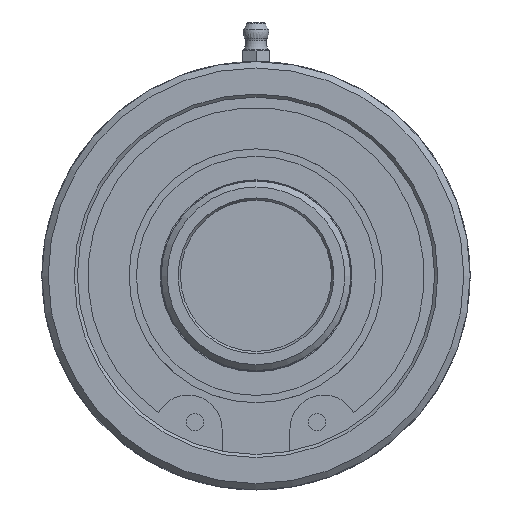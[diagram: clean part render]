
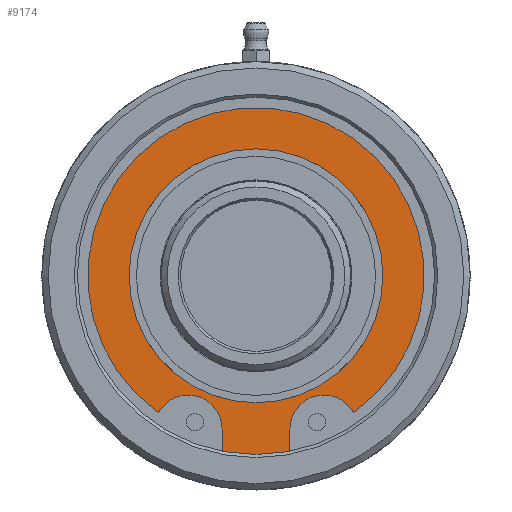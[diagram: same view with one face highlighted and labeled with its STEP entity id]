
A CAD part, left-side view. The second image highlights one B-rep face of the part: STEP entity #9174.
In plain terms, the highlighted planar face has unit normal (-1, 0, 0).
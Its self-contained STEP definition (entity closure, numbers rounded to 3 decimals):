
#257=PLANE('',#9785);
#510=FACE_BOUND('',#1422,.T.);
#572=CIRCLE('',#9786,45.5);
#573=CIRCLE('',#9787,45.5);
#574=CIRCLE('',#9788,8.557);
#575=CIRCLE('',#9789,42.418);
#576=CIRCLE('',#9790,8.557);
#577=CIRCLE('',#9791,28.125);
#868=FACE_OUTER_BOUND('',#1421,.T.);
#1421=EDGE_LOOP('',(#6142,#6143,#6144,#6145,#6146,#6147,#6148));
#1422=EDGE_LOOP('',(#6149));
#2644=LINE('',#14069,#3132);
#2645=LINE('',#14075,#3133);
#3132=VECTOR('',#10770,10.);
#3133=VECTOR('',#10775,10.);
#3722=VERTEX_POINT('',#14067);
#3723=VERTEX_POINT('',#14068);
#3724=VERTEX_POINT('',#14070);
#3725=VERTEX_POINT('',#14072);
#3726=VERTEX_POINT('',#14074);
#3727=VERTEX_POINT('',#14076);
#3728=VERTEX_POINT('',#14078);
#3729=VERTEX_POINT('',#14081);
#4691=EDGE_CURVE('',#3722,#3723,#2644,.T.);
#4692=EDGE_CURVE('',#3722,#3724,#572,.T.);
#4693=EDGE_CURVE('',#3724,#3725,#573,.T.);
#4694=EDGE_CURVE('',#3726,#3725,#2645,.T.);
#4695=EDGE_CURVE('',#3727,#3726,#574,.T.);
#4696=EDGE_CURVE('',#3728,#3727,#575,.T.);
#4697=EDGE_CURVE('',#3723,#3728,#576,.T.);
#4698=EDGE_CURVE('',#3729,#3729,#577,.T.);
#6142=ORIENTED_EDGE('',*,*,#4691,.F.);
#6143=ORIENTED_EDGE('',*,*,#4692,.T.);
#6144=ORIENTED_EDGE('',*,*,#4693,.T.);
#6145=ORIENTED_EDGE('',*,*,#4694,.F.);
#6146=ORIENTED_EDGE('',*,*,#4695,.F.);
#6147=ORIENTED_EDGE('',*,*,#4696,.F.);
#6148=ORIENTED_EDGE('',*,*,#4697,.F.);
#6149=ORIENTED_EDGE('',*,*,#4698,.F.);
#9174=ADVANCED_FACE('',(#868,#510),#257,.T.);
#9785=AXIS2_PLACEMENT_3D('',#14066,#10768,#10769);
#9786=AXIS2_PLACEMENT_3D('',#14071,#10771,#10772);
#9787=AXIS2_PLACEMENT_3D('',#14073,#10773,#10774);
#9788=AXIS2_PLACEMENT_3D('',#14077,#10776,#10777);
#9789=AXIS2_PLACEMENT_3D('',#14079,#10778,#10779);
#9790=AXIS2_PLACEMENT_3D('',#14080,#10780,#10781);
#9791=AXIS2_PLACEMENT_3D('',#14082,#10782,#10783);
#10768=DIRECTION('center_axis',(-1.,0.,0.));
#10769=DIRECTION('ref_axis',(0.,0.,1.));
#10770=DIRECTION('',(0.,0.,1.));
#10771=DIRECTION('center_axis',(-1.,0.,0.));
#10772=DIRECTION('ref_axis',(0.,0.,1.));
#10773=DIRECTION('center_axis',(-1.,0.,0.));
#10774=DIRECTION('ref_axis',(0.,0.,1.));
#10775=DIRECTION('',(0.,0.,-1.));
#10776=DIRECTION('center_axis',(-1.,0.,0.));
#10777=DIRECTION('ref_axis',(0.,-0.878,0.478));
#10778=DIRECTION('center_axis',(1.,0.,0.));
#10779=DIRECTION('ref_axis',(0.,0.581,0.814));
#10780=DIRECTION('center_axis',(-1.,0.,0.));
#10781=DIRECTION('ref_axis',(0.,-1.,0.));
#10782=DIRECTION('center_axis',(-1.,0.,0.));
#10783=DIRECTION('ref_axis',(0.,1.,0.));
#14066=CARTESIAN_POINT('Origin',(-52.,0.,0.));
#14067=CARTESIAN_POINT('',(-52.,8.557,-44.688));
#14068=CARTESIAN_POINT('',(-52.,8.557,-38.628));
#14069=CARTESIAN_POINT('',(-52.,8.557,-23.593));
#14070=CARTESIAN_POINT('',(-52.,0.,-45.5));
#14071=CARTESIAN_POINT('Origin',(-52.,0.,0.));
#14072=CARTESIAN_POINT('',(-52.,-8.557,-44.688));
#14073=CARTESIAN_POINT('Origin',(-52.,0.,0.));
#14074=CARTESIAN_POINT('',(-52.,-8.557,-38.628));
#14075=CARTESIAN_POINT('',(-52.,-8.557,-19.314));
#14076=CARTESIAN_POINT('',(-52.,-24.629,-34.535));
#14077=CARTESIAN_POINT('Origin',(-52.,-17.115,-38.628));
#14078=CARTESIAN_POINT('',(-52.,24.629,-34.535));
#14079=CARTESIAN_POINT('Origin',(-52.,0.,0.));
#14080=CARTESIAN_POINT('Origin',(-52.,17.115,-38.628));
#14081=CARTESIAN_POINT('',(-52.,-28.125,0.));
#14082=CARTESIAN_POINT('Origin',(-52.,0.,0.));
